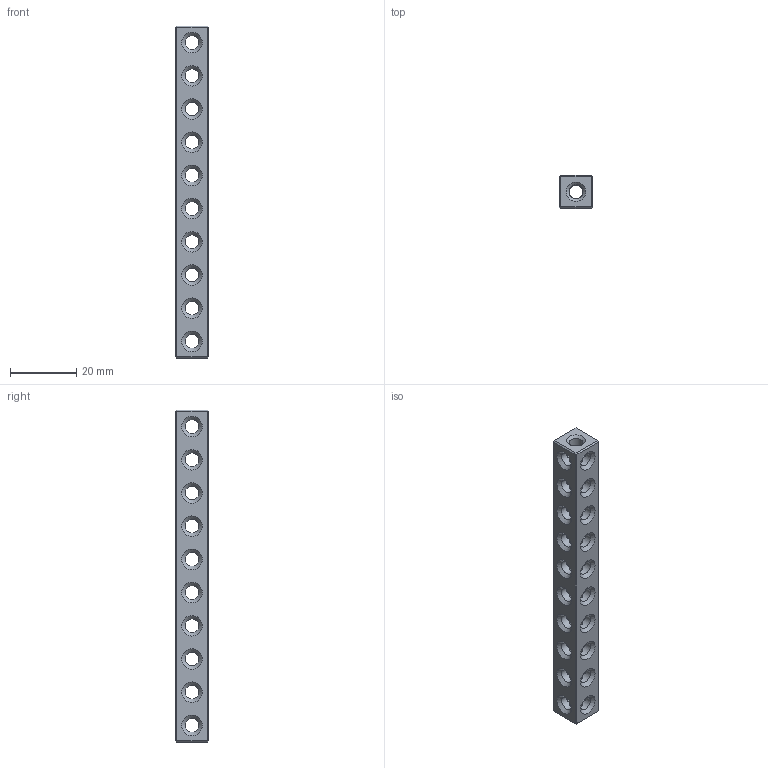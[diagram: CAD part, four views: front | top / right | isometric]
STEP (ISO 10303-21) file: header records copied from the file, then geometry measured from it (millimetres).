
FILE_DESCRIPTION(('FreeCAD Model'),'2;1');
FILE_NAME('Open CASCADE Shape Model','2024-10-01T21:23:13',('Author'),( ''),'Open CASCADE STEP processor 7.7','Ondsel','Unknown');
FILE_SCHEMA(('AUTOMOTIVE_DESIGN { 1 0 10303 214 1 1 1 1 }'));
Length unit declared in the file: millimetre
Products named in the file (1): Body
Bounding box: 10 x 10 x 100 mm (x, y, z)
Volume: 6538.1 mm3; surface area: 5698.9 mm2
Topology: 1 solids, 1 shells, 119 faces, 425 edges, 268 vertices
Faces by surface type: cylinder 51, cone 42, plane 26
Full cylindrical faces by diameter (mm): 4.2 x51
Entity records: 4861 total; most frequent: DIRECTION 949, ORIENTED_EDGE 850, CARTESIAN_POINT 813, EDGE_CURVE 425, AXIS2_PLACEMENT_3D 404, VERTEX_POINT 268, ELLIPSE 200, FACE_BOUND 161
